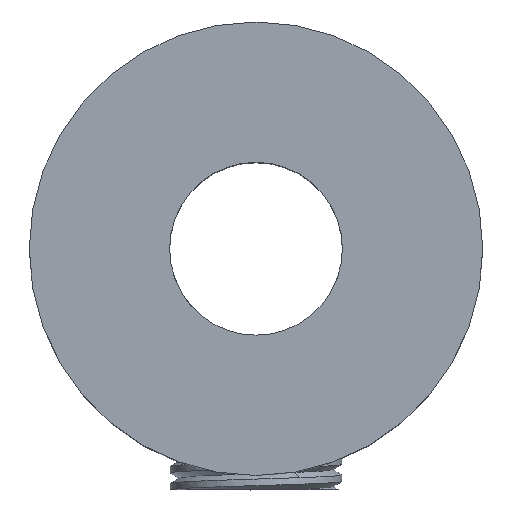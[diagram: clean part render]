
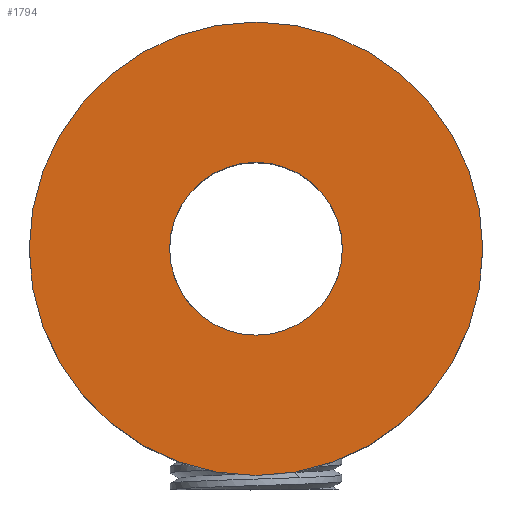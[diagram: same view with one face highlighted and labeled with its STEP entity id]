
A CAD part, top view. The second image highlights one B-rep face of the part: STEP entity #1794.
In plain terms, the highlighted planar face has unit normal (0, 0, 1).
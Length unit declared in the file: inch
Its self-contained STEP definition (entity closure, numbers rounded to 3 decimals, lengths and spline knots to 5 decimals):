
#1504 = EDGE_CURVE ( 'NONE', #1505, #1569, #3206, .T. ) ;
#1505 = VERTEX_POINT ( 'NONE', #3062 ) ;
#1569 = VERTEX_POINT ( 'NONE', #2995 ) ;
#1622 = VERTEX_POINT ( 'NONE', #4393 ) ;
#1624 = EDGE_CURVE ( 'NONE', #1622, #1625, #4382, .T. ) ;
#1625 = VERTEX_POINT ( 'NONE', #4378 ) ;
#1721 = ORIENTED_EDGE ( 'NONE', *, *, #1793, .T. ) ;
#1722 = EDGE_LOOP ( 'NONE', ( #1899, #1842 ) ) ;
#1793 = EDGE_CURVE ( 'NONE', #1569, #1505, #4509, .T. ) ;
#1794 = ADVANCED_FACE ( 'NONE', ( #4504, #4503 ), #4502, .T. ) ;
#1795 = EDGE_LOOP ( 'NONE', ( #1855, #1721 ) ) ;
#1842 = ORIENTED_EDGE ( 'NONE', *, *, #1624, .F. ) ;
#1855 = ORIENTED_EDGE ( 'NONE', *, *, #1504, .T. ) ;
#1899 = ORIENTED_EDGE ( 'NONE', *, *, #1900, .F. ) ;
#1900 = EDGE_CURVE ( 'NONE', #1625, #1622, #5223, .T. ) ;
#2995 = CARTESIAN_POINT ( 'NONE',  ( -0.0825, 0., 0.13 ) ) ;
#3062 = CARTESIAN_POINT ( 'NONE',  ( 0.0825, 0., 0.13 ) ) ;
#3063 = DIRECTION ( 'NONE',  ( 1., 0., 0. ) ) ;
#3203 = DIRECTION ( 'NONE',  ( 0., 0., -1. ) ) ;
#3204 = CARTESIAN_POINT ( 'NONE',  ( 0., 0., 0.13 ) ) ;
#3205 = AXIS2_PLACEMENT_3D ( 'NONE', #3204, #3203, #3063 ) ;
#3206 = CIRCLE ( 'NONE', #3205, 0.0825 ) ;
#4378 = CARTESIAN_POINT ( 'NONE',  ( 0.21654, 0., 0.13 ) ) ;
#4379 = DIRECTION ( 'NONE',  ( 1., 0., 0. ) ) ;
#4380 = DIRECTION ( 'NONE',  ( 0., 0., -1. ) ) ;
#4381 = AXIS2_PLACEMENT_3D ( 'NONE', #4392, #4380, #4379 ) ;
#4382 = CIRCLE ( 'NONE', #4381, 0.21654 ) ;
#4392 = CARTESIAN_POINT ( 'NONE',  ( 0., 0., 0.13 ) ) ;
#4393 = CARTESIAN_POINT ( 'NONE',  ( -0.21654, 0., 0.13 ) ) ;
#4498 = DIRECTION ( 'NONE',  ( 1., 0., 0. ) ) ;
#4499 = DIRECTION ( 'NONE',  ( 0., 0., 1. ) ) ;
#4500 = CARTESIAN_POINT ( 'NONE',  ( 0., 0., 0.13 ) ) ;
#4501 = AXIS2_PLACEMENT_3D ( 'NONE', #4500, #4499, #4498 ) ;
#4502 = PLANE ( 'NONE',  #4501 ) ;
#4503 = FACE_OUTER_BOUND ( 'NONE', #1722, .T. ) ;
#4504 = FACE_BOUND ( 'NONE', #1795, .T. ) ;
#4505 = DIRECTION ( 'NONE',  ( 1., 0., 0. ) ) ;
#4506 = DIRECTION ( 'NONE',  ( 0., 0., -1. ) ) ;
#4507 = CARTESIAN_POINT ( 'NONE',  ( 0., 0., 0.13 ) ) ;
#4508 = AXIS2_PLACEMENT_3D ( 'NONE', #4507, #4506, #4505 ) ;
#4509 = CIRCLE ( 'NONE', #4508, 0.0825 ) ;
#5219 = DIRECTION ( 'NONE',  ( 1., 0., 0. ) ) ;
#5220 = DIRECTION ( 'NONE',  ( 0., 0., -1. ) ) ;
#5221 = CARTESIAN_POINT ( 'NONE',  ( 0., 0., 0.13 ) ) ;
#5222 = AXIS2_PLACEMENT_3D ( 'NONE', #5221, #5220, #5219 ) ;
#5223 = CIRCLE ( 'NONE', #5222, 0.21654 ) ;
